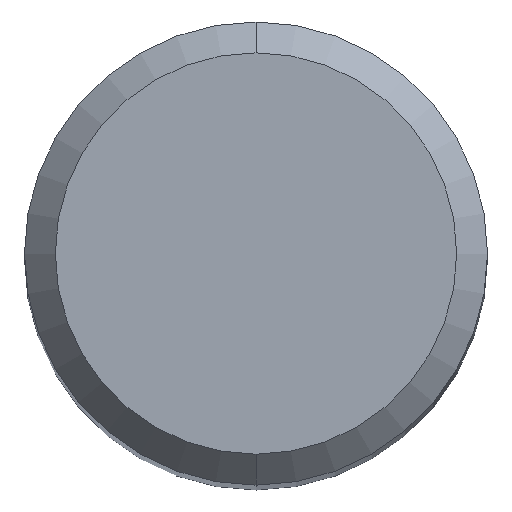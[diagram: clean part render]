
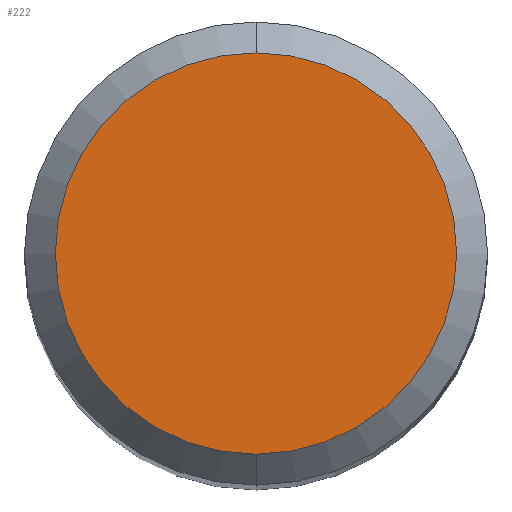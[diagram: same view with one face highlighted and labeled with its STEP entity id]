
A CAD part, top view. The second image highlights one B-rep face of the part: STEP entity #222.
In plain terms, the highlighted planar face has unit normal (0, 0, 1).
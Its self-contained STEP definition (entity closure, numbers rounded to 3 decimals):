
#222=ADVANCED_FACE('',(#475),#476,.T.);
#224=EDGE_CURVE('',#240,#298,#478,.T.);
#240=VERTEX_POINT('',#495);
#276=EDGE_CURVE('',#298,#240,#533,.T.);
#298=VERTEX_POINT('',#558);
#475=FACE_OUTER_BOUND('',#759,.T.);
#476=PLANE('',#760);
#478=CIRCLE('',#763,2.6);
#495=CARTESIAN_POINT('',(0.,-2.6,0.0));
#533=CIRCLE('',#840,2.6);
#558=CARTESIAN_POINT('',(0.0,2.6,0.0));
#759=EDGE_LOOP('',(#1103,#1104));
#760=AXIS2_PLACEMENT_3D('',#1105,#1106,#1107);
#763=AXIS2_PLACEMENT_3D('',#1108,#1109,#1110);
#840=AXIS2_PLACEMENT_3D('',#1153,#1154,#1155);
#1103=ORIENTED_EDGE('',*,*,#276,.F.);
#1104=ORIENTED_EDGE('',*,*,#224,.F.);
#1105=CARTESIAN_POINT('',(0.0,1.3,0.0));
#1106=DIRECTION('',(-0.0,0.0,1.0));
#1107=DIRECTION('',(0.0,-1.0,0.0));
#1108=CARTESIAN_POINT('',(0.0,0.0,0.0));
#1109=DIRECTION('',(0.0,0.0,-1.0));
#1110=DIRECTION('',(0.0,1.0,0.0));
#1153=CARTESIAN_POINT('',(0.0,0.0,0.0));
#1154=DIRECTION('',(0.0,0.0,-1.0));
#1155=DIRECTION('',(0.0,1.0,0.0));
